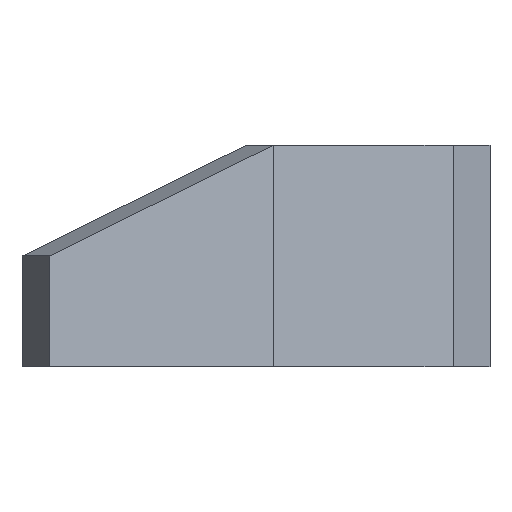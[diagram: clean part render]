
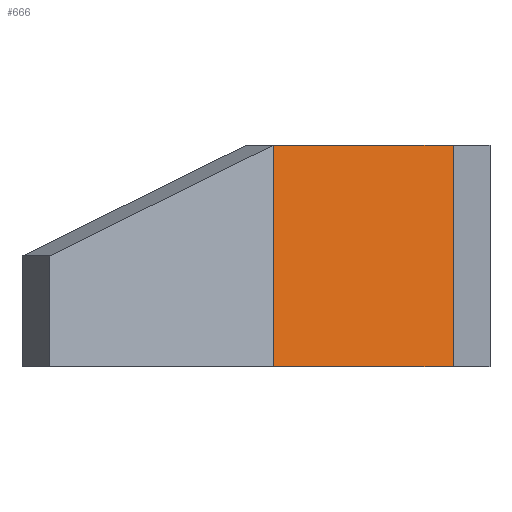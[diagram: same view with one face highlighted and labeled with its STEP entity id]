
A CAD part, front view. The second image highlights one B-rep face of the part: STEP entity #666.
In plain terms, the highlighted planar face has unit normal (0.5, -0.866, 0).
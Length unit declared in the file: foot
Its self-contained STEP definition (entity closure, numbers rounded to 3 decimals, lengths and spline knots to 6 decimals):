
#66=FACE_OUTER_BOUND('',#106,.T.);
#106=EDGE_LOOP('',(#586,#587,#588,#589));
#180=LINE('',#1056,#264);
#188=LINE('',#1072,#272);
#191=LINE('',#1077,#275);
#192=LINE('',#1078,#276);
#264=VECTOR('',#870,0.032808);
#272=VECTOR('',#882,0.032808);
#275=VECTOR('',#889,0.032808);
#276=VECTOR('',#890,0.032808);
#327=VERTEX_POINT('',#1051);
#328=VERTEX_POINT('',#1055);
#331=VERTEX_POINT('',#1065);
#334=VERTEX_POINT('',#1070);
#410=EDGE_CURVE('',#328,#327,#180,.F.);
#418=EDGE_CURVE('',#331,#334,#188,.T.);
#421=EDGE_CURVE('',#328,#331,#191,.T.);
#422=EDGE_CURVE('',#334,#327,#192,.T.);
#586=ORIENTED_EDGE('',*,*,#421,.T.);
#587=ORIENTED_EDGE('',*,*,#418,.T.);
#588=ORIENTED_EDGE('',*,*,#422,.T.);
#589=ORIENTED_EDGE('',*,*,#410,.F.);
#630=PLANE('',#723);
#666=ADVANCED_FACE('',(#66),#630,.F.);
#723=AXIS2_PLACEMENT_3D('',#1076,#887,#888);
#870=DIRECTION('',(0.,0.,-1.));
#882=DIRECTION('',(0.,0.,1.));
#887=DIRECTION('center_axis',(-0.5,0.866,0.));
#888=DIRECTION('ref_axis',(-0.866,-0.5,0.));
#889=DIRECTION('',(0.866,0.5,0.));
#890=DIRECTION('',(-0.866,-0.5,0.));
#1051=CARTESIAN_POINT('',(-0.924038,-5.399519,3.));
#1055=CARTESIAN_POINT('',(-0.924038,-5.399519,0.));
#1056=CARTESIAN_POINT('',(-0.924038,-5.399519,0.));
#1065=CARTESIAN_POINT('',(1.5,-4.,0.));
#1070=CARTESIAN_POINT('',(1.5,-4.,3.));
#1072=CARTESIAN_POINT('',(1.5,-4.,0.));
#1076=CARTESIAN_POINT('Origin',(1.5,-4.,0.));
#1077=CARTESIAN_POINT('',(-1.357051,-5.649519,0.));
#1078=CARTESIAN_POINT('',(-1.357051,-5.649519,3.));
